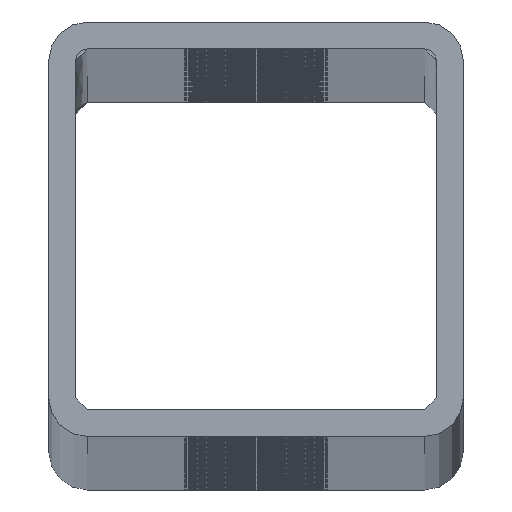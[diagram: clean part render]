
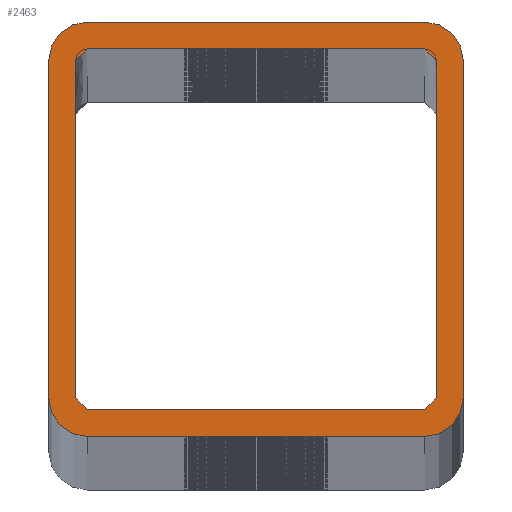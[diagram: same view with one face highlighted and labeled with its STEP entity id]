
A CAD part, top view. The second image highlights one B-rep face of the part: STEP entity #2463.
In plain terms, the highlighted planar face has unit normal (0, 0, 1).
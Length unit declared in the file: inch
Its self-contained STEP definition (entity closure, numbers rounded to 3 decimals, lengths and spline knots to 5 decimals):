
#2463=ADVANCED_FACE('',(#5455,#5456),#5457,.T.);
#5455=FACE_BOUND('',#13953,.T.);
#5456=FACE_OUTER_BOUND('',#13954,.T.);
#5457=PLANE('',#13955);
#13953=EDGE_LOOP('',(#21961,#21962,#21963,#21964,#21965,#21966,#21967,#21968));
#13954=EDGE_LOOP('',(#21969,#21970,#21971,#21972,#21973,#21974,#21975,#21976));
#13955=AXIS2_PLACEMENT_3D('',#21977,#21978,#21979);
#21961=ORIENTED_EDGE('',*,*,#28272,.F.);
#21962=ORIENTED_EDGE('',*,*,#26419,.F.);
#21963=ORIENTED_EDGE('',*,*,#27812,.F.);
#21964=ORIENTED_EDGE('',*,*,#26386,.F.);
#21965=ORIENTED_EDGE('',*,*,#27036,.F.);
#21966=ORIENTED_EDGE('',*,*,#25843,.F.);
#21967=ORIENTED_EDGE('',*,*,#28273,.F.);
#21968=ORIENTED_EDGE('',*,*,#26790,.F.);
#21969=ORIENTED_EDGE('',*,*,#27427,.F.);
#21970=ORIENTED_EDGE('',*,*,#28274,.F.);
#21971=ORIENTED_EDGE('',*,*,#27225,.F.);
#21972=ORIENTED_EDGE('',*,*,#28275,.F.);
#21973=ORIENTED_EDGE('',*,*,#25817,.F.);
#21974=ORIENTED_EDGE('',*,*,#28276,.F.);
#21975=ORIENTED_EDGE('',*,*,#25229,.F.);
#21976=ORIENTED_EDGE('',*,*,#28117,.F.);
#21977=CARTESIAN_POINT('',(0.66062,0.8125,120.0));
#21978=DIRECTION('',(0.0,0.0,1.0));
#21979=DIRECTION('',(1.0,0.0,0.0));
#25229=EDGE_CURVE('',#29576,#29577,#29578,.T.);
#25817=EDGE_CURVE('',#30608,#30609,#30610,.T.);
#25843=EDGE_CURVE('',#30650,#30651,#30652,.T.);
#26386=EDGE_CURVE('',#31563,#31564,#31565,.T.);
#26419=EDGE_CURVE('',#31614,#31615,#31616,.T.);
#26790=EDGE_CURVE('',#32223,#32224,#32225,.T.);
#27036=EDGE_CURVE('',#30651,#31563,#32600,.T.);
#27225=EDGE_CURVE('',#32893,#32894,#32895,.T.);
#27427=EDGE_CURVE('',#33193,#33194,#33195,.T.);
#27812=EDGE_CURVE('',#31564,#31614,#33748,.T.);
#28117=EDGE_CURVE('',#33194,#29576,#34163,.T.);
#28272=EDGE_CURVE('',#31615,#32223,#34372,.T.);
#28273=EDGE_CURVE('',#32224,#30650,#34373,.T.);
#28274=EDGE_CURVE('',#32894,#33193,#34374,.T.);
#28275=EDGE_CURVE('',#30609,#32893,#34375,.T.);
#28276=EDGE_CURVE('',#29577,#30608,#34376,.T.);
#29576=VERTEX_POINT('',#36193);
#29577=VERTEX_POINT('',#36194);
#29578=B_SPLINE_CURVE_WITH_KNOTS('',3,(#36195,#36196,#36197,#36198),.UNSPECIFIED.,.F.,.F.,(4,4),(0.0,1.0),.UNSPECIFIED.);
#30608=VERTEX_POINT('',#38179);
#30609=VERTEX_POINT('',#38180);
#30610=B_SPLINE_CURVE_WITH_KNOTS('',3,(#38181,#38182,#38183,#38184),.UNSPECIFIED.,.F.,.F.,(4,4),(0.0,1.0),.UNSPECIFIED.);
#30650=VERTEX_POINT('',#38265);
#30651=VERTEX_POINT('',#38266);
#30652=B_SPLINE_CURVE_WITH_KNOTS('',3,(#38267,#38268,#38269,#38270),.UNSPECIFIED.,.F.,.F.,(4,4),(-1.0,-0.0),.UNSPECIFIED.);
#31563=VERTEX_POINT('',#40077);
#31564=VERTEX_POINT('',#40078);
#31565=B_SPLINE_CURVE_WITH_KNOTS('',3,(#40079,#40080,#40081,#40082),.UNSPECIFIED.,.F.,.F.,(4,4),(-1.0,-0.0),.UNSPECIFIED.);
#31614=VERTEX_POINT('',#40185);
#31615=VERTEX_POINT('',#40186);
#31616=B_SPLINE_CURVE_WITH_KNOTS('',3,(#40187,#40188,#40189,#40190),.UNSPECIFIED.,.F.,.F.,(4,4),(-1.0,-0.0),.UNSPECIFIED.);
#32223=VERTEX_POINT('',#41417);
#32224=VERTEX_POINT('',#41418);
#32225=B_SPLINE_CURVE_WITH_KNOTS('',3,(#41419,#41420,#41421,#41422),.UNSPECIFIED.,.F.,.F.,(4,4),(-1.0,-0.0),.UNSPECIFIED.);
#32600=LINE('',#42258,#42259);
#32893=VERTEX_POINT('',#43025);
#32894=VERTEX_POINT('',#43026);
#32895=B_SPLINE_CURVE_WITH_KNOTS('',3,(#43027,#43028,#43029,#43030),.UNSPECIFIED.,.F.,.F.,(4,4),(0.0,1.0),.UNSPECIFIED.);
#33193=VERTEX_POINT('',#43671);
#33194=VERTEX_POINT('',#43672);
#33195=B_SPLINE_CURVE_WITH_KNOTS('',3,(#43673,#43674,#43675,#43676),.UNSPECIFIED.,.F.,.F.,(4,4),(0.0,1.0),.UNSPECIFIED.);
#33748=LINE('',#44896,#44897);
#34163=LINE('',#45932,#45933);
#34372=LINE('',#46477,#46478);
#34373=LINE('',#46479,#46480);
#34374=LINE('',#46481,#46482);
#34375=LINE('',#46483,#46484);
#34376=LINE('',#46485,#46486);
#36193=CARTESIAN_POINT('',(1.47312,0.15188,120.0));
#36194=CARTESIAN_POINT('',(1.32125,0.0,120.0));
#36195=CARTESIAN_POINT('',(1.47312,0.15188,120.0));
#36196=CARTESIAN_POINT('',(1.47312,0.06801,120.0));
#36197=CARTESIAN_POINT('',(1.40513,0.0,120.0));
#36198=CARTESIAN_POINT('',(1.32125,0.0,120.0));
#38179=CARTESIAN_POINT('',(0.,0.0,120.0));
#38180=CARTESIAN_POINT('',(-0.15188,0.15188,120.0));
#38181=CARTESIAN_POINT('',(0.,0.0,120.0));
#38182=CARTESIAN_POINT('',(-0.08388,0.0,120.0));
#38183=CARTESIAN_POINT('',(-0.15188,0.06801,120.0));
#38184=CARTESIAN_POINT('',(-0.15188,0.15188,120.0));
#38265=CARTESIAN_POINT('',(0.,1.52001,120.0));
#38266=CARTESIAN_POINT('',(-0.04688,1.47313,120.0));
#38267=CARTESIAN_POINT('',(0.,1.52001,120.0));
#38268=CARTESIAN_POINT('',(-0.02589,1.52001,120.0));
#38269=CARTESIAN_POINT('',(-0.04688,1.49902,120.0));
#38270=CARTESIAN_POINT('',(-0.04688,1.47313,120.0));
#40077=CARTESIAN_POINT('',(-0.04688,0.15188,120.0));
#40078=CARTESIAN_POINT('',(0.,0.10501,120.0));
#40079=CARTESIAN_POINT('',(-0.04688,0.15188,120.0));
#40080=CARTESIAN_POINT('',(-0.04688,0.126,120.0));
#40081=CARTESIAN_POINT('',(-0.02589,0.10501,120.0));
#40082=CARTESIAN_POINT('',(0.,0.10501,120.0));
#40185=CARTESIAN_POINT('',(1.32125,0.10501,120.0));
#40186=CARTESIAN_POINT('',(1.36812,0.15188,120.0));
#40187=CARTESIAN_POINT('',(1.32125,0.10501,120.0));
#40188=CARTESIAN_POINT('',(1.34714,0.10501,120.0));
#40189=CARTESIAN_POINT('',(1.36812,0.126,120.0));
#40190=CARTESIAN_POINT('',(1.36812,0.15188,120.0));
#41417=CARTESIAN_POINT('',(1.36812,1.47313,120.0));
#41418=CARTESIAN_POINT('',(1.32125,1.52001,120.0));
#41419=CARTESIAN_POINT('',(1.36812,1.47313,120.0));
#41420=CARTESIAN_POINT('',(1.36812,1.49902,120.0));
#41421=CARTESIAN_POINT('',(1.34714,1.52001,120.0));
#41422=CARTESIAN_POINT('',(1.32125,1.52001,120.0));
#42258=CARTESIAN_POINT('',(-0.04688,0.15188,120.0));
#42259=VECTOR('',#49586,1.0);
#43025=CARTESIAN_POINT('',(-0.15188,1.47313,120.0));
#43026=CARTESIAN_POINT('',(0.,1.62501,120.0));
#43027=CARTESIAN_POINT('',(-0.15188,1.47313,120.0));
#43028=CARTESIAN_POINT('',(-0.15188,1.55701,120.0));
#43029=CARTESIAN_POINT('',(-0.08388,1.62501,120.0));
#43030=CARTESIAN_POINT('',(0.,1.62501,120.0));
#43671=CARTESIAN_POINT('',(1.32125,1.62501,120.0));
#43672=CARTESIAN_POINT('',(1.47312,1.47313,120.0));
#43673=CARTESIAN_POINT('',(1.32125,1.62501,120.0));
#43674=CARTESIAN_POINT('',(1.40513,1.62501,120.0));
#43675=CARTESIAN_POINT('',(1.47312,1.55701,120.0));
#43676=CARTESIAN_POINT('',(1.47312,1.47313,120.0));
#44896=CARTESIAN_POINT('',(1.32125,0.10501,120.0));
#44897=VECTOR('',#49753,1.0);
#45932=CARTESIAN_POINT('',(1.47312,1.47313,120.0));
#45933=VECTOR('',#49807,1.0);
#46477=CARTESIAN_POINT('',(1.36812,1.47313,120.0));
#46478=VECTOR('',#49828,1.0);
#46479=CARTESIAN_POINT('',(0.,1.52001,120.0));
#46480=VECTOR('',#49829,1.0);
#46481=CARTESIAN_POINT('',(0.,1.62501,120.0));
#46482=VECTOR('',#49830,1.0);
#46483=CARTESIAN_POINT('',(-0.15188,0.15188,120.0));
#46484=VECTOR('',#49831,1.0);
#46485=CARTESIAN_POINT('',(1.32125,0.0,120.0));
#46486=VECTOR('',#49832,1.0);
#49586=DIRECTION('',(-0.0,-1.0,-0.0));
#49753=DIRECTION('',(1.0,0.0,0.0));
#49807=DIRECTION('',(0.0,-1.0,0.0));
#49828=DIRECTION('',(0.0,1.0,0.0));
#49829=DIRECTION('',(-1.0,-0.0,-0.0));
#49830=DIRECTION('',(1.0,0.0,0.0));
#49831=DIRECTION('',(0.0,1.0,0.0));
#49832=DIRECTION('',(-1.0,0.0,0.0));
